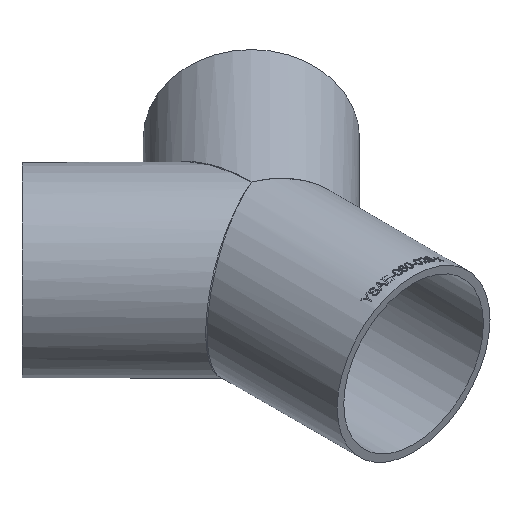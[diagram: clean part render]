
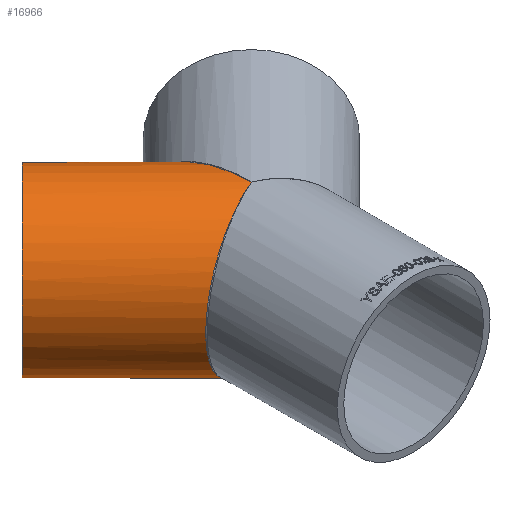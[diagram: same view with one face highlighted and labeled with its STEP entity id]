
A CAD part, isometric view. The second image highlights one B-rep face of the part: STEP entity #16966.
In plain terms, the highlighted cylindrical face has radius 30.15 mm (diameter 60.3 mm), a full revolution.
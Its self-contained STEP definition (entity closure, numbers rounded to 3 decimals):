
#73 = EDGE_LOOP ( 'NONE', ( #9830, #10313 ) ) ;
#283 = DIRECTION ( 'NONE',  ( -0.707, -0.707, 0. ) ) ;
#614 = CARTESIAN_POINT ( 'NONE',  ( -66.574, 23.936, 0. ) ) ;
#1404 = AXIS2_PLACEMENT_3D ( 'NONE', #20995, #14221, #283 ) ;
#1689 = AXIS2_PLACEMENT_3D ( 'NONE', #22041, #21812, #6251 ) ;
#3143 = CARTESIAN_POINT ( 'NONE',  ( 0., 0., 30.15 ) ) ;
#3495 =( BOUNDED_CURVE ( )  B_SPLINE_CURVE ( 3, ( #17190, #6701, #18906, #3143 ),
 .UNSPECIFIED., .F., .F. ) 
 B_SPLINE_CURVE_WITH_KNOTS ( ( 4, 4 ),
 ( 4.712, 7.854 ),
 .UNSPECIFIED. ) 
 CURVE ( )  GEOMETRIC_REPRESENTATION_ITEM ( )  RATIONAL_B_SPLINE_CURVE ( ( 1., 0.333, 0.333, 1. ) ) 
 REPRESENTATION_ITEM ( '' )  );
#5890 = CARTESIAN_POINT ( 'NONE',  ( -0.849, 86.126, 30.15 ) ) ;
#5999 = CARTESIAN_POINT ( 'NONE',  ( 0., 0., 30.15 ) ) ;
#6251 = DIRECTION ( 'NONE',  ( -0.707, -0.707, 0. ) ) ;
#6327 = VERTEX_POINT ( 'NONE', #16798 ) ;
#6471 = EDGE_LOOP ( 'NONE', ( #6485 ) ) ;
#6485 = ORIENTED_EDGE ( 'NONE', *, *, #14278, .F. ) ;
#6611 = EDGE_CURVE ( 'NONE', #6327, #9950, #13801, .T. ) ;
#6701 = CARTESIAN_POINT ( 'NONE',  ( -60.651, -24.626, -30.15 ) ) ;
#9830 = ORIENTED_EDGE ( 'NONE', *, *, #6611, .T. ) ;
#9950 = VERTEX_POINT ( 'NONE', #18392 ) ;
#10313 = ORIENTED_EDGE ( 'NONE', *, *, #16901, .T. ) ;
#12376 = FACE_OUTER_BOUND ( 'NONE', #6471, .T. ) ;
#13801 =( BOUNDED_CURVE ( )  B_SPLINE_CURVE ( 3, ( #5999, #5890, #19946, #21786 ),
 .UNSPECIFIED., .F., .F. ) 
 B_SPLINE_CURVE_WITH_KNOTS ( ( 4, 4 ),
 ( 1.571, 4.712 ),
 .UNSPECIFIED. ) 
 CURVE ( )  GEOMETRIC_REPRESENTATION_ITEM ( )  RATIONAL_B_SPLINE_CURVE ( ( 1., 0.333, 0.333, 1. ) ) 
 REPRESENTATION_ITEM ( '' )  );
#14221 = DIRECTION ( 'NONE',  ( -0.707, 0.707, 0. ) ) ;
#14278 = EDGE_CURVE ( 'NONE', #19824, #19824, #14936, .T. ) ;
#14936 = CIRCLE ( 'NONE', #1689, 30.15 ) ;
#15830 = CYLINDRICAL_SURFACE ( 'NONE', #1404, 30.15 ) ;
#16056 = FACE_OUTER_BOUND ( 'NONE', #73, .T. ) ;
#16798 = CARTESIAN_POINT ( 'NONE',  ( 0., 0., 30.15 ) ) ;
#16901 = EDGE_CURVE ( 'NONE', #9950, #6327, #3495, .T. ) ;
#16966 = ADVANCED_FACE ( 'NONE', ( #16056, #12376 ), #15830, .T. ) ;
#17190 = CARTESIAN_POINT ( 'NONE',  ( 0., 0., -30.15 ) ) ;
#18392 = CARTESIAN_POINT ( 'NONE',  ( 0., 0., -30.15 ) ) ;
#18906 = CARTESIAN_POINT ( 'NONE',  ( -60.651, -24.626, 30.15 ) ) ;
#19824 = VERTEX_POINT ( 'NONE', #614 ) ;
#19946 = CARTESIAN_POINT ( 'NONE',  ( -0.849, 86.126, -30.15 ) ) ;
#20995 = CARTESIAN_POINT ( 'NONE',  ( 23.522, -23.522, 0. ) ) ;
#21786 = CARTESIAN_POINT ( 'NONE',  ( 0., 0., -30.15 ) ) ;
#21812 = DIRECTION ( 'NONE',  ( -0.707, 0.707, 0. ) ) ;
#22041 = CARTESIAN_POINT ( 'NONE',  ( -45.255, 45.255, 0. ) ) ;
